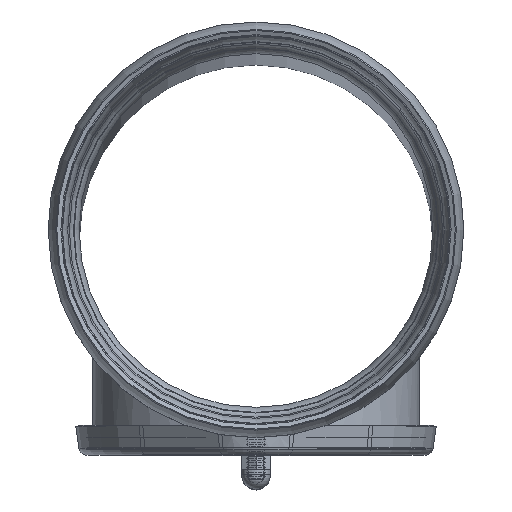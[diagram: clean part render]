
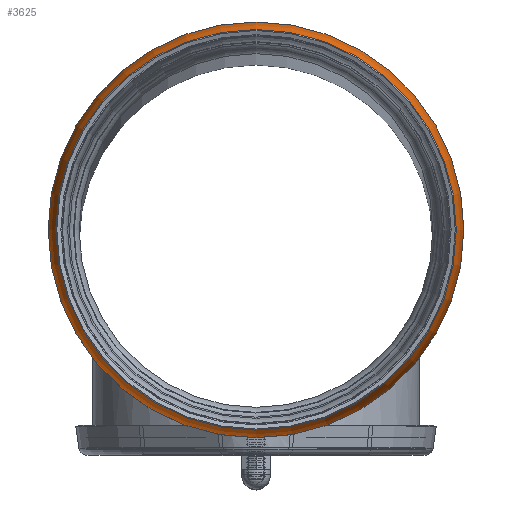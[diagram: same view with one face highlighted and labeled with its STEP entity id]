
A CAD part, top view. The second image highlights one B-rep face of the part: STEP entity #3625.
In plain terms, the highlighted toroidal (fillet/blend) face has major radius 555 mm and minor radius 350 mm.
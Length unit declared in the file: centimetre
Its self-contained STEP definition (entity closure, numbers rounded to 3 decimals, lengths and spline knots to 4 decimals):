
#62=TOROIDAL_SURFACE('',#4116,55.5,35.);
#541=FACE_OUTER_BOUND('',#786,.T.);
#786=EDGE_LOOP('',(#3301,#3302,#3303,#3304,#3305,#3306));
#1415=CIRCLE('',#4114,90.5);
#1416=CIRCLE('',#4115,90.5);
#1417=CIRCLE('',#4117,35.);
#1418=CIRCLE('',#4118,87.2208);
#1419=CIRCLE('',#4119,87.2208);
#1745=VERTEX_POINT('',#8119);
#1746=VERTEX_POINT('',#8121);
#1747=VERTEX_POINT('',#8125);
#1748=VERTEX_POINT('',#8127);
#2268=EDGE_CURVE('',#1745,#1746,#1415,.T.);
#2269=EDGE_CURVE('',#1746,#1745,#1416,.T.);
#2270=EDGE_CURVE('',#1746,#1747,#1417,.T.);
#2271=EDGE_CURVE('',#1747,#1748,#1418,.T.);
#2272=EDGE_CURVE('',#1748,#1747,#1419,.T.);
#3301=ORIENTED_EDGE('',*,*,#2269,.F.);
#3302=ORIENTED_EDGE('',*,*,#2270,.T.);
#3303=ORIENTED_EDGE('',*,*,#2271,.T.);
#3304=ORIENTED_EDGE('',*,*,#2272,.T.);
#3305=ORIENTED_EDGE('',*,*,#2270,.F.);
#3306=ORIENTED_EDGE('',*,*,#2268,.F.);
#3625=ADVANCED_FACE('',(#541),#62,.T.);
#4114=AXIS2_PLACEMENT_3D('',#8122,#5265,#5266);
#4115=AXIS2_PLACEMENT_3D('',#8123,#5267,#5268);
#4116=AXIS2_PLACEMENT_3D('',#8124,#5269,#5270);
#4117=AXIS2_PLACEMENT_3D('',#8126,#5271,#5272);
#4118=AXIS2_PLACEMENT_3D('',#8128,#5273,#5274);
#4119=AXIS2_PLACEMENT_3D('',#8129,#5275,#5276);
#5265=DIRECTION('center_axis',(0.,0.,
-1.));
#5266=DIRECTION('ref_axis',(0.,-1.,0.));
#5267=DIRECTION('center_axis',(0.,0.,
-1.));
#5268=DIRECTION('ref_axis',(0.,-1.,0.));
#5269=DIRECTION('center_axis',(0.,0.,
-1.));
#5270=DIRECTION('ref_axis',(1.,0.,0.));
#5271=DIRECTION('center_axis',(0.,1.,0.));
#5272=DIRECTION('ref_axis',(-1.,0.,0.));
#5273=DIRECTION('center_axis',(0.,0.,
-1.));
#5274=DIRECTION('ref_axis',(0.,-1.,0.));
#5275=DIRECTION('center_axis',(0.,0.,
-1.));
#5276=DIRECTION('ref_axis',(0.,-1.,0.));
#8119=CARTESIAN_POINT('',(155.1386,-815.7757,984.2169));
#8121=CARTESIAN_POINT('',(64.6386,-725.2757,984.2169));
#8122=CARTESIAN_POINT('Origin',(155.1386,-725.2757,984.2169));
#8123=CARTESIAN_POINT('Origin',(155.1386,-725.2757,984.2169));
#8124=CARTESIAN_POINT('Origin',(155.1386,-725.2757,984.2169));
#8125=CARTESIAN_POINT('',(67.9178,-725.2757,999.0085));
#8126=CARTESIAN_POINT('Origin',(99.6386,-725.2757,984.2169));
#8127=CARTESIAN_POINT('',(155.1386,-812.4965,999.0085));
#8128=CARTESIAN_POINT('Origin',(155.1386,-725.2757,999.0085));
#8129=CARTESIAN_POINT('Origin',(155.1386,-725.2757,999.0085));
